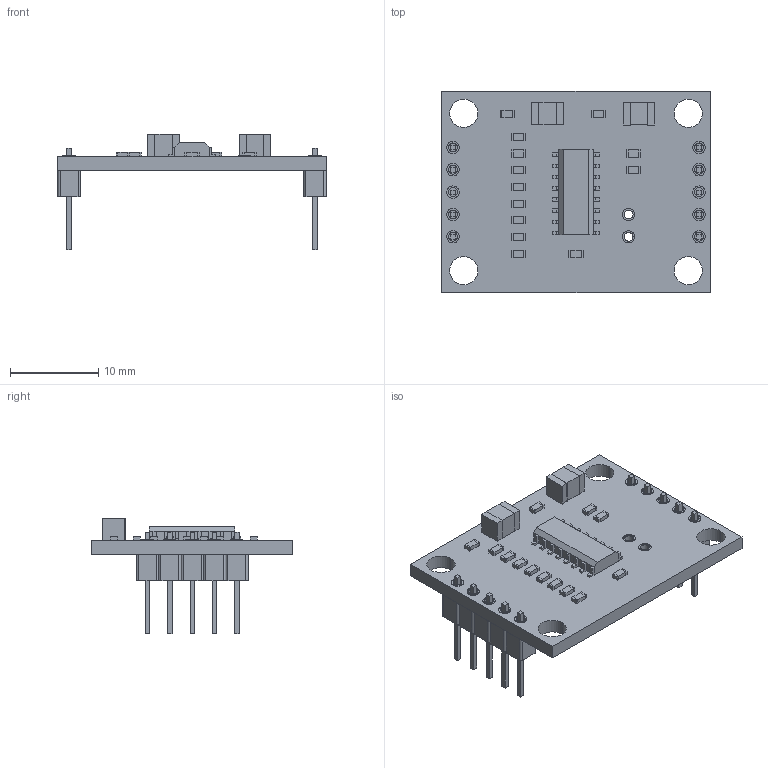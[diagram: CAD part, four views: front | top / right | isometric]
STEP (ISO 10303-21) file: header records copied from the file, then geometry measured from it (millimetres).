
FILE_DESCRIPTION(('CATIA V5 STEP Exchange'),'2;1');
FILE_NAME('HX711.stp','2019-08-30T13:01:05+00:00',('none'),('none'),'CATIA Version 5 Release 20 GA (IN-10)','CATIA V5 STEP AP203','none');
FILE_SCHEMA(('CONFIG_CONTROL_DESIGN'));
Length unit declared in the file: millimetre
Products named in the file (1): HX711
Assembly tree (3 placements, depth 2):
  HX711
    #58  x2
    #2427
Bounding box: 30.48 x 22.86 x 13.1 mm (x, y, z)
Volume: 1373.5 mm3; surface area: 2615.3 mm2
Topology: 87 solids, 87 shells, 684 faces, 1530 edges, 1020 vertices
Faces by surface type: plane 564, cylinder 120
Entity records: 14255 total; most frequent: ORIENTED_EDGE 2628, CARTESIAN_POINT 2417, DIRECTION 1768, EDGE_CURVE 1314, VECTOR 1114, LINE 1114, VERTEX_POINT 876, EDGE_LOOP 666
